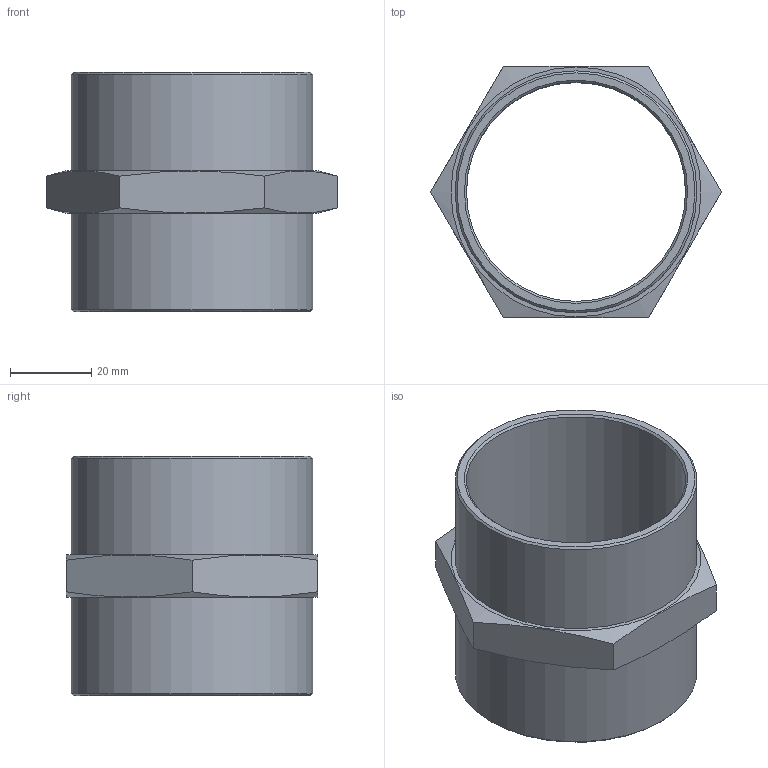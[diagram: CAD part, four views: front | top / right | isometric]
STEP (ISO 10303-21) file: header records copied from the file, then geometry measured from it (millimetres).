
FILE_DESCRIPTION(/* description */ (''),/* implementation_level */ '2;1');
FILE_NAME(/* name */ '51024_ Doppelnippel 20l silber.stp',/* time_stamp */ '2015-05-18T11:13:53+02:00',/* author */ ('guzb562'),/* organization */ (''),/* preprocessor_version */ 'ST-DEVELOPER v15.6',/* originating_system */ 'Autodesk Inventor 2015',/* authorisation */ '34724,1 mm^3');
FILE_SCHEMA (('AUTOMOTIVE_DESIGN { 1 0 10303 214 3 1 1 }'));
Length unit declared in the file: millimetre
Products named in the file (1): 51024_ Doppelnippel 20l silber
Bounding box: 71.59 x 62.01 x 58.9 mm (x, y, z)
Volume: 34725.2 mm3; surface area: 22991.7 mm2
Topology: 1 solids, 1 shells, 224 faces, 588 edges, 390 vertices
Faces by surface type: plane 133, bspline 78, cylinder 7, cone 6
Full cylindrical faces by diameter (mm): 54 x1, 59.6 x2
Entity records: 7672 total; most frequent: CARTESIAN_POINT 2650, ORIENTED_EDGE 1158, DIRECTION 725, EDGE_CURVE 579, LINE 391, VECTOR 391, VERTEX_POINT 390, EDGE_LOOP 259
